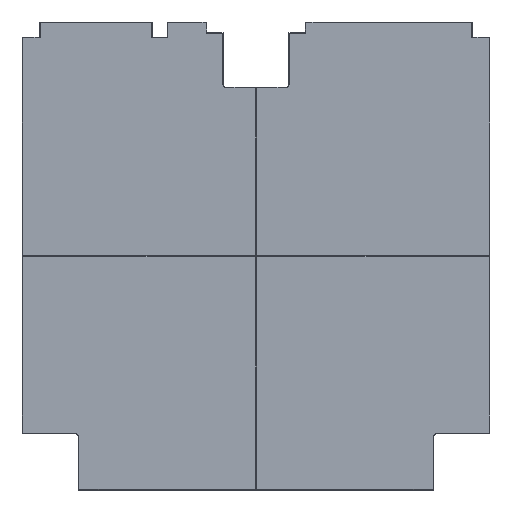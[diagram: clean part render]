
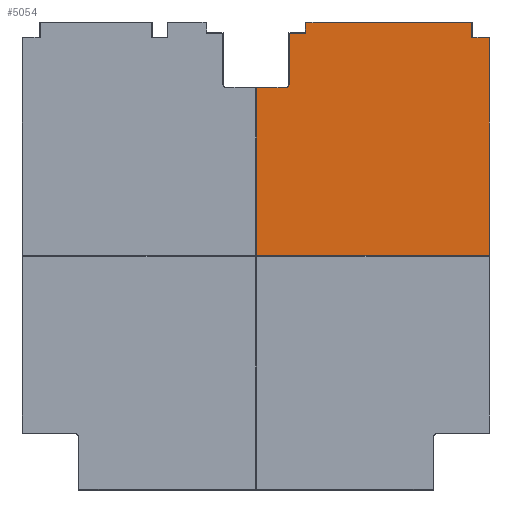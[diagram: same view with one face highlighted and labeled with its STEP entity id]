
A CAD part, top view. The second image highlights one B-rep face of the part: STEP entity #5054.
In plain terms, the highlighted planar face has unit normal (0, 0, 1).
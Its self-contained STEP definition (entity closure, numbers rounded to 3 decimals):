
#67=CIRCLE('',#5404,3.4);
#298=FACE_OUTER_BOUND('',#618,.T.);
#618=EDGE_LOOP('',(#3779,#3780,#3781,#3782,#3783,#3784,#3785,#3786,#3787,
#3788,#3789));
#1045=LINE('',#7618,#1685);
#1049=LINE('',#7626,#1689);
#1052=LINE('',#7632,#1692);
#1055=LINE('',#7639,#1695);
#1061=LINE('',#7652,#1701);
#1064=LINE('',#7661,#1704);
#1066=LINE('',#7664,#1706);
#1069=LINE('',#7670,#1709);
#1072=LINE('',#7676,#1712);
#1075=LINE('',#7680,#1715);
#1685=VECTOR('',#6143,10.);
#1689=VECTOR('',#6149,10.);
#1692=VECTOR('',#6154,10.);
#1695=VECTOR('',#6159,10.);
#1701=VECTOR('',#6167,10.);
#1704=VECTOR('',#6178,10.);
#1706=VECTOR('',#6182,10.);
#1709=VECTOR('',#6187,10.);
#1712=VECTOR('',#6192,10.);
#1715=VECTOR('',#6197,10.);
#2235=VERTEX_POINT('',#7616);
#2236=VERTEX_POINT('',#7617);
#2239=VERTEX_POINT('',#7625);
#2241=VERTEX_POINT('',#7631);
#2243=VERTEX_POINT('',#7637);
#2244=VERTEX_POINT('',#7638);
#2249=VERTEX_POINT('',#7649);
#2250=VERTEX_POINT('',#7651);
#2252=VERTEX_POINT('',#7656);
#2254=VERTEX_POINT('',#7669);
#2256=VERTEX_POINT('',#7675);
#2749=EDGE_CURVE('',#2235,#2236,#1045,.T.);
#2753=EDGE_CURVE('',#2236,#2239,#1049,.T.);
#2756=EDGE_CURVE('',#2239,#2241,#1052,.T.);
#2759=EDGE_CURVE('',#2243,#2244,#1055,.T.);
#2765=EDGE_CURVE('',#2249,#2250,#1061,.T.);
#2768=EDGE_CURVE('',#2252,#2249,#67,.T.);
#2770=EDGE_CURVE('',#2244,#2252,#1064,.T.);
#2772=EDGE_CURVE('',#2241,#2243,#1066,.T.);
#2775=EDGE_CURVE('',#2250,#2254,#1069,.T.);
#2778=EDGE_CURVE('',#2254,#2256,#1072,.T.);
#2781=EDGE_CURVE('',#2256,#2235,#1075,.T.);
#3779=ORIENTED_EDGE('',*,*,#2765,.F.);
#3780=ORIENTED_EDGE('',*,*,#2768,.F.);
#3781=ORIENTED_EDGE('',*,*,#2770,.F.);
#3782=ORIENTED_EDGE('',*,*,#2759,.F.);
#3783=ORIENTED_EDGE('',*,*,#2772,.F.);
#3784=ORIENTED_EDGE('',*,*,#2756,.F.);
#3785=ORIENTED_EDGE('',*,*,#2753,.F.);
#3786=ORIENTED_EDGE('',*,*,#2749,.F.);
#3787=ORIENTED_EDGE('',*,*,#2781,.F.);
#3788=ORIENTED_EDGE('',*,*,#2778,.F.);
#3789=ORIENTED_EDGE('',*,*,#2775,.F.);
#4786=PLANE('',#5418);
#5054=ADVANCED_FACE('',(#298),#4786,.T.);
#5404=AXIS2_PLACEMENT_3D('',#7658,#6172,#6173);
#5418=AXIS2_PLACEMENT_3D('',#7723,#6232,#6233);
#6143=DIRECTION('',(0.,-1.,0.));
#6149=DIRECTION('',(1.,0.,0.));
#6154=DIRECTION('',(0.,-1.,0.));
#6159=DIRECTION('',(0.,1.,0.));
#6167=DIRECTION('',(0.,1.,0.));
#6172=DIRECTION('center_axis',(0.,0.,1.));
#6173=DIRECTION('ref_axis',(0.,-1.,0.));
#6178=DIRECTION('',(1.,0.,0.));
#6182=DIRECTION('',(-1.,0.,0.));
#6187=DIRECTION('',(1.,0.,0.));
#6192=DIRECTION('',(0.,1.,0.));
#6197=DIRECTION('',(1.,0.,0.));
#6232=DIRECTION('center_axis',(0.,0.,1.));
#6233=DIRECTION('ref_axis',(1.,0.,0.));
#7616=CARTESIAN_POINT('',(379.6,418.6,3.));
#7617=CARTESIAN_POINT('',(379.6,406.6,3.));
#7618=CARTESIAN_POINT('',(379.6,308.25,3.));
#7625=CARTESIAN_POINT('',(393.6,406.6,3.));
#7626=CARTESIAN_POINT('',(314.25,406.6,3.));
#7631=CARTESIAN_POINT('',(393.6,234.95,3.));
#7632=CARTESIAN_POINT('',(393.6,127.,3.));
#7637=CARTESIAN_POINT('',(209.95,234.95,3.));
#7638=CARTESIAN_POINT('',(209.95,367.1,3.));
#7639=CARTESIAN_POINT('',(209.95,222.,3.));
#7649=CARTESIAN_POINT('',(235.9,370.5,3.));
#7651=CARTESIAN_POINT('',(235.9,410.1,3.));
#7652=CARTESIAN_POINT('',(235.9,310.,3.));
#7656=CARTESIAN_POINT('',(232.5,367.1,3.));
#7658=CARTESIAN_POINT('Origin',(232.5,370.5,3.));
#7661=CARTESIAN_POINT('',(221.,367.1,3.));
#7664=CARTESIAN_POINT('',(209.5,234.95,3.));
#7669=CARTESIAN_POINT('',(248.9,410.1,3.));
#7670=CARTESIAN_POINT('',(229.,410.1,3.));
#7675=CARTESIAN_POINT('',(248.9,418.6,3.));
#7676=CARTESIAN_POINT('',(248.9,314.25,3.));
#7680=CARTESIAN_POINT('',(307.25,418.6,3.));
#7723=CARTESIAN_POINT('Origin',(209.5,209.5,3.));
